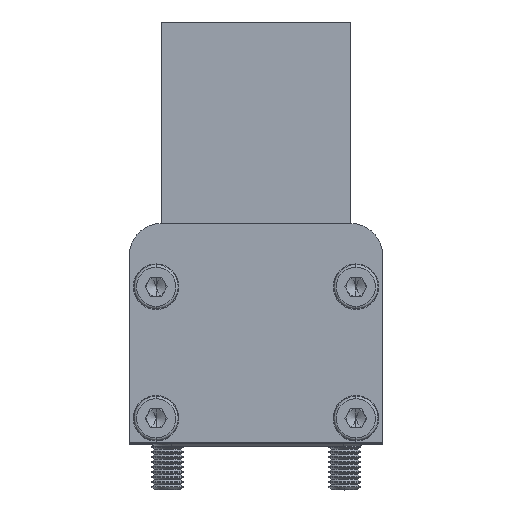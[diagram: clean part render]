
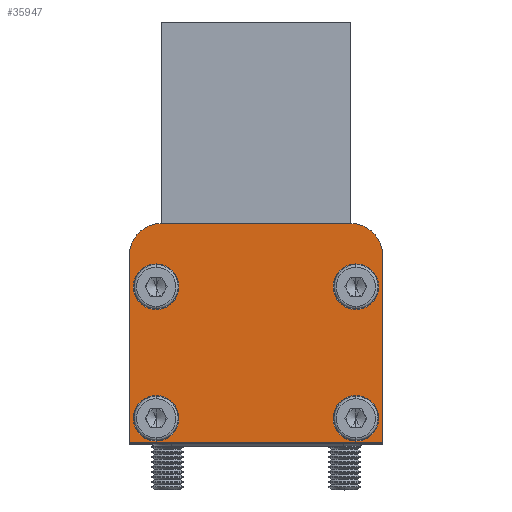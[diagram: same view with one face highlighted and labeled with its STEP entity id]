
A CAD part, top view. The second image highlights one B-rep face of the part: STEP entity #35947.
In plain terms, the highlighted planar face has unit normal (0, 0, 1).
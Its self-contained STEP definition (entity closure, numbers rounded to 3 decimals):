
#146 = EDGE_CURVE ( 'NONE', #14723, #71249, #9524, .T. ) ;
#1365 = AXIS2_PLACEMENT_3D ( 'NONE', #27886, #81185, #35549 ) ;
#3157 = EDGE_CURVE ( 'NONE', #84912, #79608, #14964, .T. ) ;
#3834 = CARTESIAN_POINT ( 'NONE',  ( 4.2, 3.9, 102.3 ) ) ;
#6361 = DIRECTION ( 'NONE',  ( 0., 1., 0. ) ) ;
#9189 = ORIENTED_EDGE ( 'NONE', *, *, #89451, .F. ) ;
#9524 = LINE ( 'NONE', #58562, #27408 ) ;
#9759 = ORIENTED_EDGE ( 'NONE', *, *, #52466, .F. ) ;
#9968 = EDGE_CURVE ( 'NONE', #69787, #14723, #63677, .T. ) ;
#10038 = FACE_OUTER_BOUND ( 'NONE', #37230, .T. ) ;
#10780 = DIRECTION ( 'NONE',  ( -1., 0., 0. ) ) ;
#11223 = CARTESIAN_POINT ( 'NONE',  ( 4.2, 3.9, 102.3 ) ) ;
#11487 = DIRECTION ( 'NONE',  ( 1., 0., 0. ) ) ;
#13842 = EDGE_LOOP ( 'NONE', ( #18715, #79611 ) ) ;
#14723 = VERTEX_POINT ( 'NONE', #48571 ) ;
#14800 = AXIS2_PLACEMENT_3D ( 'NONE', #78156, #32545, #85802 ) ;
#14964 = CIRCLE ( 'NONE', #64822, 3.6 ) ;
#15373 = VERTEX_POINT ( 'NONE', #66478 ) ;
#16239 = DIRECTION ( 'NONE',  ( 0., 0., -1. ) ) ;
#16686 = DIRECTION ( 'NONE',  ( 0., 0., 1. ) ) ;
#17381 = LINE ( 'NONE', #71388, #75755 ) ;
#17854 = AXIS2_PLACEMENT_3D ( 'NONE', #62258, #16686, #69942 ) ;
#18077 = DIRECTION ( 'NONE',  ( 0., 0., 1. ) ) ;
#18251 = CIRCLE ( 'NONE', #44950, 3.6 ) ;
#18409 = CARTESIAN_POINT ( 'NONE',  ( 0.6, 3.9, 102.3 ) ) ;
#18715 = ORIENTED_EDGE ( 'NONE', *, *, #67293, .F. ) ;
#18751 = CARTESIAN_POINT ( 'NONE',  ( 7.8, 24.7, 102.3 ) ) ;
#18874 = CARTESIAN_POINT ( 'NONE',  ( 35., 34.7, 102.3 ) ) ;
#18896 = DIRECTION ( 'NONE',  ( 1., 0., 0. ) ) ;
#19836 = VERTEX_POINT ( 'NONE', #63375 ) ;
#21485 = CARTESIAN_POINT ( 'NONE',  ( 7.8, 3.9, 102.3 ) ) ;
#22228 = AXIS2_PLACEMENT_3D ( 'NONE', #30021, #83293, #37658 ) ;
#23584 = EDGE_CURVE ( 'NONE', #79608, #84912, #94810, .T. ) ;
#25060 = ORIENTED_EDGE ( 'NONE', *, *, #71265, .T. ) ;
#25279 = VERTEX_POINT ( 'NONE', #75934 ) ;
#25339 = DIRECTION ( 'NONE',  ( 0., 0., 1. ) ) ;
#25427 = VECTOR ( 'NONE', #85510, 1000. ) ;
#27408 = VECTOR ( 'NONE', #89503, 1000. ) ;
#27886 = CARTESIAN_POINT ( 'NONE',  ( 4.2, 24.7, 102.3 ) ) ;
#28192 = ORIENTED_EDGE ( 'NONE', *, *, #3157, .F. ) ;
#28341 = CARTESIAN_POINT ( 'NONE',  ( 32.2, 3.9, 102.3 ) ) ;
#29630 = EDGE_LOOP ( 'NONE', ( #9189, #50760 ) ) ;
#30021 = CARTESIAN_POINT ( 'NONE',  ( 35., 29.7, 102.3 ) ) ;
#30311 = FACE_BOUND ( 'NONE', #41164, .T. ) ;
#31208 = PLANE ( 'NONE',  #51031 ) ;
#32545 = DIRECTION ( 'NONE',  ( 0., 0., 1. ) ) ;
#32682 = FACE_BOUND ( 'NONE', #57396, .T. ) ;
#33189 = ORIENTED_EDGE ( 'NONE', *, *, #146, .T. ) ;
#35388 = VERTEX_POINT ( 'NONE', #60274 ) ;
#35549 = DIRECTION ( 'NONE',  ( 1., 0., 0. ) ) ;
#35947 = ADVANCED_FACE ( 'NONE', ( #70847, #32682, #50526, #30311, #10038 ), #31208, .F. ) ;
#37230 = EDGE_LOOP ( 'NONE', ( #33189, #9759, #54011, #67030, #25060, #71054 ) ) ;
#37658 = DIRECTION ( 'NONE',  ( -1., 0., 0. ) ) ;
#39435 = DIRECTION ( 'NONE',  ( 0., 0., 1. ) ) ;
#41164 = EDGE_LOOP ( 'NONE', ( #61561, #48390 ) ) ;
#41700 = AXIS2_PLACEMENT_3D ( 'NONE', #3834, #57096, #11487 ) ;
#43047 = CIRCLE ( 'NONE', #77041, 3.6 ) ;
#43759 = DIRECTION ( 'NONE',  ( 0., 0., 1. ) ) ;
#43803 = EDGE_CURVE ( 'NONE', #83706, #25279, #87998, .T. ) ;
#44950 = AXIS2_PLACEMENT_3D ( 'NONE', #89399, #43759, #97080 ) ;
#48390 = ORIENTED_EDGE ( 'NONE', *, *, #70555, .F. ) ;
#48571 = CARTESIAN_POINT ( 'NONE',  ( 0., 29.7, 102.3 ) ) ;
#49819 = VERTEX_POINT ( 'NONE', #62108 ) ;
#50526 = FACE_BOUND ( 'NONE', #13842, .T. ) ;
#50760 = ORIENTED_EDGE ( 'NONE', *, *, #72470, .F. ) ;
#51031 = AXIS2_PLACEMENT_3D ( 'NONE', #84467, #16239, #69506 ) ;
#52466 = EDGE_CURVE ( 'NONE', #15373, #71249, #65935, .T. ) ;
#53011 = CIRCLE ( 'NONE', #1365, 3.6 ) ;
#54011 = ORIENTED_EDGE ( 'NONE', *, *, #69424, .T. ) ;
#54335 = EDGE_CURVE ( 'NONE', #87453, #49819, #53011, .T. ) ;
#56515 = CARTESIAN_POINT ( 'NONE',  ( 5., 34.7, 102.3 ) ) ;
#57096 = DIRECTION ( 'NONE',  ( 0., 0., 1. ) ) ;
#57309 = CIRCLE ( 'NONE', #22228, 5. ) ;
#57396 = EDGE_LOOP ( 'NONE', ( #28192, #92483 ) ) ;
#58562 = CARTESIAN_POINT ( 'NONE',  ( 0., -0.3, 102.3 ) ) ;
#59614 = CARTESIAN_POINT ( 'NONE',  ( 40., -0.3, 102.3 ) ) ;
#60274 = CARTESIAN_POINT ( 'NONE',  ( 32.2, 24.7, 102.3 ) ) ;
#61561 = ORIENTED_EDGE ( 'NONE', *, *, #54335, .F. ) ;
#62108 = CARTESIAN_POINT ( 'NONE',  ( 0.6, 24.7, 102.3 ) ) ;
#62258 = CARTESIAN_POINT ( 'NONE',  ( 35.8, 3.9, 102.3 ) ) ;
#63375 = CARTESIAN_POINT ( 'NONE',  ( 40., 29.7, 102.3 ) ) ;
#63641 = CARTESIAN_POINT ( 'NONE',  ( 35.8, 24.7, 102.3 ) ) ;
#63677 = CIRCLE ( 'NONE', #73679, 5. ) ;
#63695 = CARTESIAN_POINT ( 'NONE',  ( 0., 0.1, 102.3 ) ) ;
#64469 = DIRECTION ( 'NONE',  ( 0., 0., 1. ) ) ;
#64822 = AXIS2_PLACEMENT_3D ( 'NONE', #11223, #64469, #18896 ) ;
#65564 = CIRCLE ( 'NONE', #17854, 3.6 ) ;
#65935 = LINE ( 'NONE', #93197, #25427 ) ;
#66478 = CARTESIAN_POINT ( 'NONE',  ( 40., 0.1, 102.3 ) ) ;
#67030 = ORIENTED_EDGE ( 'NONE', *, *, #89631, .T. ) ;
#67293 = EDGE_CURVE ( 'NONE', #25279, #83706, #65564, .T. ) ;
#69424 = EDGE_CURVE ( 'NONE', #15373, #19836, #89080, .T. ) ;
#69506 = DIRECTION ( 'NONE',  ( -1., 0., 0. ) ) ;
#69787 = VERTEX_POINT ( 'NONE', #56515 ) ;
#69942 = DIRECTION ( 'NONE',  ( 1., 0., 0. ) ) ;
#70555 = EDGE_CURVE ( 'NONE', #49819, #87453, #89944, .T. ) ;
#70847 = FACE_BOUND ( 'NONE', #29630, .T. ) ;
#70994 = CARTESIAN_POINT ( 'NONE',  ( 5., 29.7, 102.3 ) ) ;
#71054 = ORIENTED_EDGE ( 'NONE', *, *, #9968, .T. ) ;
#71249 = VERTEX_POINT ( 'NONE', #63695 ) ;
#71258 = VECTOR ( 'NONE', #6361, 1000. ) ;
#71265 = EDGE_CURVE ( 'NONE', #72350, #69787, #17381, .T. ) ;
#71329 = VERTEX_POINT ( 'NONE', #72693 ) ;
#71345 = DIRECTION ( 'NONE',  ( 1., 0., 0. ) ) ;
#71388 = CARTESIAN_POINT ( 'NONE',  ( 5., 34.7, 102.3 ) ) ;
#72350 = VERTEX_POINT ( 'NONE', #18874 ) ;
#72470 = EDGE_CURVE ( 'NONE', #35388, #71329, #18251, .T. ) ;
#72693 = CARTESIAN_POINT ( 'NONE',  ( 39.4, 24.7, 102.3 ) ) ;
#73679 = AXIS2_PLACEMENT_3D ( 'NONE', #70994, #25339, #78621 ) ;
#75755 = VECTOR ( 'NONE', #10780, 1000. ) ;
#75934 = CARTESIAN_POINT ( 'NONE',  ( 39.4, 3.9, 102.3 ) ) ;
#77041 = AXIS2_PLACEMENT_3D ( 'NONE', #63641, #18077, #71345 ) ;
#78156 = CARTESIAN_POINT ( 'NONE',  ( 4.2, 24.7, 102.3 ) ) ;
#78621 = DIRECTION ( 'NONE',  ( -1., 0., 0. ) ) ;
#79608 = VERTEX_POINT ( 'NONE', #18409 ) ;
#79611 = ORIENTED_EDGE ( 'NONE', *, *, #43803, .F. ) ;
#81185 = DIRECTION ( 'NONE',  ( 0., 0., 1. ) ) ;
#83293 = DIRECTION ( 'NONE',  ( 0., 0., 1. ) ) ;
#83706 = VERTEX_POINT ( 'NONE', #28341 ) ;
#84467 = CARTESIAN_POINT ( 'NONE',  ( 5., 29.7, 102.3 ) ) ;
#84912 = VERTEX_POINT ( 'NONE', #21485 ) ;
#85045 = CARTESIAN_POINT ( 'NONE',  ( 35.8, 3.9, 102.3 ) ) ;
#85510 = DIRECTION ( 'NONE',  ( -1., 0., 0. ) ) ;
#85802 = DIRECTION ( 'NONE',  ( 1., 0., 0. ) ) ;
#87453 = VERTEX_POINT ( 'NONE', #18751 ) ;
#87998 = CIRCLE ( 'NONE', #89959, 3.6 ) ;
#89080 = LINE ( 'NONE', #59614, #71258 ) ;
#89399 = CARTESIAN_POINT ( 'NONE',  ( 35.8, 24.7, 102.3 ) ) ;
#89451 = EDGE_CURVE ( 'NONE', #71329, #35388, #43047, .T. ) ;
#89503 = DIRECTION ( 'NONE',  ( 0., -1., 0. ) ) ;
#89631 = EDGE_CURVE ( 'NONE', #19836, #72350, #57309, .T. ) ;
#89944 = CIRCLE ( 'NONE', #14800, 3.6 ) ;
#89959 = AXIS2_PLACEMENT_3D ( 'NONE', #85045, #39435, #92696 ) ;
#92483 = ORIENTED_EDGE ( 'NONE', *, *, #23584, .F. ) ;
#92696 = DIRECTION ( 'NONE',  ( 1., 0., 0. ) ) ;
#93197 = CARTESIAN_POINT ( 'NONE',  ( 55.505, 0.1, 102.3 ) ) ;
#94810 = CIRCLE ( 'NONE', #41700, 3.6 ) ;
#97080 = DIRECTION ( 'NONE',  ( 1., 0., 0. ) ) ;
